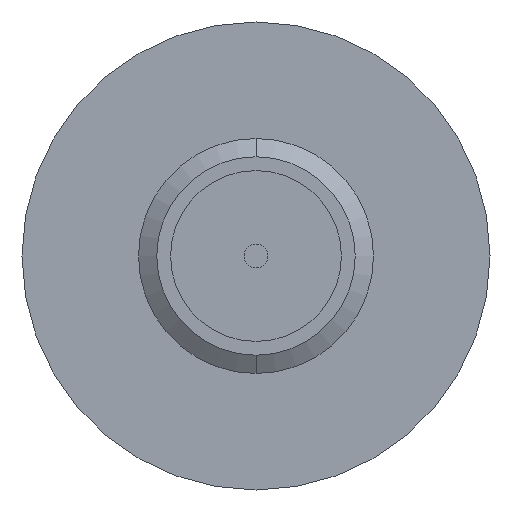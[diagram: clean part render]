
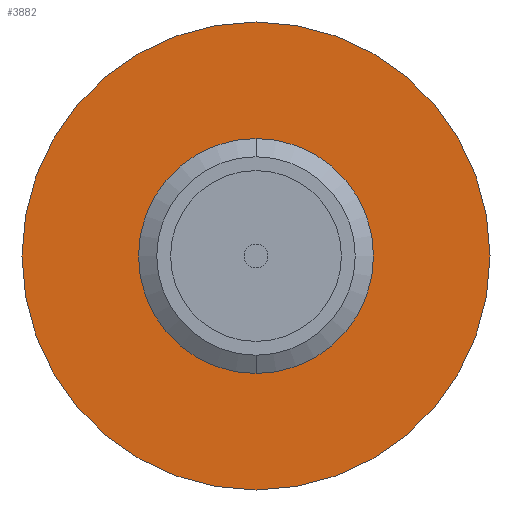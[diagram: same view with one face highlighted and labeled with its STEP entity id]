
A CAD part, front view. The second image highlights one B-rep face of the part: STEP entity #3882.
In plain terms, the highlighted planar face has unit normal (0, -1, 0).
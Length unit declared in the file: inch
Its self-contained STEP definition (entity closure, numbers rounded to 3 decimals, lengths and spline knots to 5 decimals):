
#76 = DIRECTION ( 'NONE',  ( 0., 0., 1. ) ) ;
#657 = CARTESIAN_POINT ( 'NONE',  ( 0., 0.237, 0. ) ) ;
#691 = DIRECTION ( 'NONE',  ( 0., 1., 0. ) ) ;
#818 = AXIS2_PLACEMENT_3D ( 'NONE', #5689, #4491, #4513 ) ;
#892 = EDGE_CURVE ( 'NONE', #1368, #7469, #3790, .T. ) ;
#909 = EDGE_CURVE ( 'NONE', #2810, #5891, #1083, .T. ) ;
#1083 = CIRCLE ( 'NONE', #7042, 0.1045 ) ;
#1148 = DIRECTION ( 'NONE',  ( 0., 0., 1. ) ) ;
#1368 = VERTEX_POINT ( 'NONE', #7099 ) ;
#1506 = EDGE_CURVE ( 'NONE', #7469, #1368, #4608, .T. ) ;
#1930 = CARTESIAN_POINT ( 'NONE',  ( 0., 0.237, 0. ) ) ;
#2220 = ORIENTED_EDGE ( 'NONE', *, *, #1506, .F. ) ;
#2533 = EDGE_CURVE ( 'NONE', #5891, #2810, #3552, .T. ) ;
#2739 = CARTESIAN_POINT ( 'NONE',  ( 0., 0.237, -0.1045 ) ) ;
#2810 = VERTEX_POINT ( 'NONE', #2739 ) ;
#3156 = CARTESIAN_POINT ( 'NONE',  ( 0., 0.237, 0. ) ) ;
#3508 = AXIS2_PLACEMENT_3D ( 'NONE', #1930, #691, #6854 ) ;
#3552 = CIRCLE ( 'NONE', #3861, 0.1045 ) ;
#3761 = DIRECTION ( 'NONE',  ( 0., 0., 1. ) ) ;
#3790 = CIRCLE ( 'NONE', #5344, 0.2465 ) ;
#3861 = AXIS2_PLACEMENT_3D ( 'NONE', #6767, #6827, #1148 ) ;
#3872 = CARTESIAN_POINT ( 'NONE',  ( 0., 0.237, 0.2465 ) ) ;
#3882 = ADVANCED_FACE ( 'NONE', ( #7889, #7495 ), #6828, .F. ) ;
#3884 = EDGE_LOOP ( 'NONE', ( #3950, #5830 ) ) ;
#3950 = ORIENTED_EDGE ( 'NONE', *, *, #909, .T. ) ;
#4478 = EDGE_LOOP ( 'NONE', ( #6125, #2220 ) ) ;
#4491 = DIRECTION ( 'NONE',  ( 0., 1., 0. ) ) ;
#4513 = DIRECTION ( 'NONE',  ( 0., 0., 1. ) ) ;
#4608 = CIRCLE ( 'NONE', #818, 0.2465 ) ;
#5344 = AXIS2_PLACEMENT_3D ( 'NONE', #657, #5602, #3761 ) ;
#5602 = DIRECTION ( 'NONE',  ( 0., 1., 0. ) ) ;
#5689 = CARTESIAN_POINT ( 'NONE',  ( 0., 0.237, 0. ) ) ;
#5719 = CARTESIAN_POINT ( 'NONE',  ( 0., 0.237, 0.1045 ) ) ;
#5830 = ORIENTED_EDGE ( 'NONE', *, *, #2533, .T. ) ;
#5891 = VERTEX_POINT ( 'NONE', #5719 ) ;
#6125 = ORIENTED_EDGE ( 'NONE', *, *, #892, .F. ) ;
#6767 = CARTESIAN_POINT ( 'NONE',  ( 0., 0.237, 0. ) ) ;
#6827 = DIRECTION ( 'NONE',  ( 0., 1., 0. ) ) ;
#6828 = PLANE ( 'NONE',  #3508 ) ;
#6854 = DIRECTION ( 'NONE',  ( 0., 0., 1. ) ) ;
#7042 = AXIS2_PLACEMENT_3D ( 'NONE', #3156, #7479, #76 ) ;
#7099 = CARTESIAN_POINT ( 'NONE',  ( 0., 0.237, -0.2465 ) ) ;
#7469 = VERTEX_POINT ( 'NONE', #3872 ) ;
#7479 = DIRECTION ( 'NONE',  ( 0., 1., 0. ) ) ;
#7495 = FACE_BOUND ( 'NONE', #3884, .T. ) ;
#7889 = FACE_OUTER_BOUND ( 'NONE', #4478, .T. ) ;
